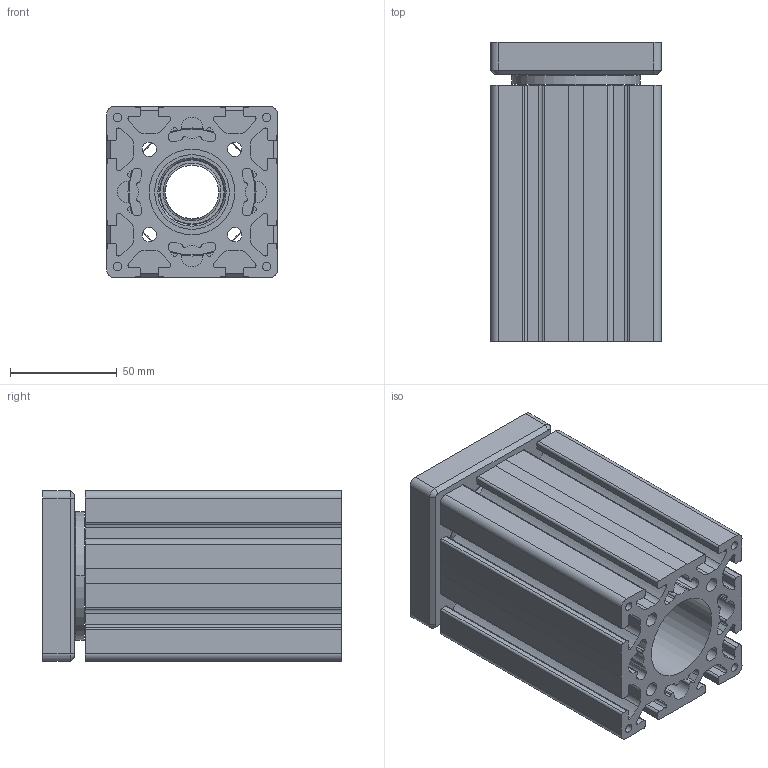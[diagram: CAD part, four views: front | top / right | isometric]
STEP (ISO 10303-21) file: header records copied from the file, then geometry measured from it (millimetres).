
FILE_DESCRIPTION (( 'STEP AP214' ), '1' );
FILE_NAME ('SA5210N.stp', '2012-08-08T19:43:35', ( 'Tony' ), ( '' ), 'SwSTEP 2.0', 'SolidWorks 2012', '' );
FILE_SCHEMA (( 'AUTOMOTIVE_DESIGN' ));
Length unit declared in the file: millimetre
Products named in the file (1): SA5210N
Bounding box: 80 x 140 x 80 mm (x, y, z)
Surface area: 169913.9 mm2 (no closed solid volume)
Topology: 0 solids, 4 shells, 323 faces, 944 edges, 626 vertices
Faces by surface type: cylinder 240, plane 73, cone 8, bspline 2
Entity records: 14593 total; most frequent: DIRECTION 2080, CARTESIAN_POINT 1930, ORIENTED_EDGE 1860, EDGE_CURVE 944, AXIS2_PLACEMENT_3D 816, VERTEX_POINT 626, CIRCLE 494, VECTOR 448
